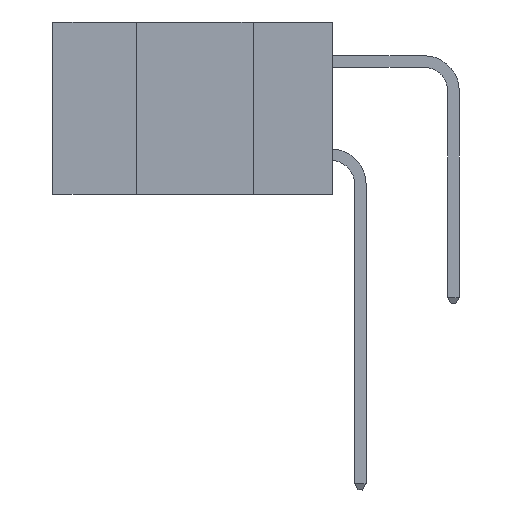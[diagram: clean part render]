
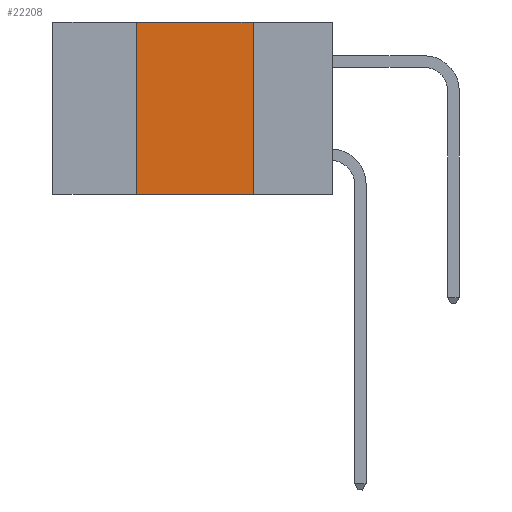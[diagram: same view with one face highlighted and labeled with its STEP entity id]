
A CAD part, left-side view. The second image highlights one B-rep face of the part: STEP entity #22208.
In plain terms, the highlighted planar face has unit normal (-1, 0, 0).
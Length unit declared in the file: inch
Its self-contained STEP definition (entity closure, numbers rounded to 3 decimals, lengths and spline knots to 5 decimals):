
#133 = VECTOR ( 'NONE', #28180, 39.37008 ) ;
#515 = PLANE ( 'NONE',  #2601 ) ;
#1067 = ORIENTED_EDGE ( 'NONE', *, *, #6006, .F. ) ;
#1462 = CARTESIAN_POINT ( 'NONE',  ( 0., 0.6, 0. ) ) ;
#1819 = VERTEX_POINT ( 'NONE', #8400 ) ;
#1875 = DIRECTION ( 'NONE',  ( 0., 0., -1. ) ) ;
#2403 = CARTESIAN_POINT ( 'NONE',  ( 0., 0.17, -0.37 ) ) ;
#2601 = AXIS2_PLACEMENT_3D ( 'NONE', #27137, #29532, #1875 ) ;
#4005 = EDGE_CURVE ( 'NONE', #12216, #8263, #29113, .T. ) ;
#5216 = VERTEX_POINT ( 'NONE', #15407 ) ;
#6006 = EDGE_CURVE ( 'NONE', #5216, #1819, #24888, .T. ) ;
#7519 = LINE ( 'NONE', #14282, #7876 ) ;
#7876 = VECTOR ( 'NONE', #14488, 39.37008 ) ;
#8224 = ORIENTED_EDGE ( 'NONE', *, *, #4005, .T. ) ;
#8263 = VERTEX_POINT ( 'NONE', #2403 ) ;
#8400 = CARTESIAN_POINT ( 'NONE',  ( 0., 0.17, 0. ) ) ;
#11992 = ORIENTED_EDGE ( 'NONE', *, *, #13301, .F. ) ;
#12216 = VERTEX_POINT ( 'NONE', #19765 ) ;
#13301 = EDGE_CURVE ( 'NONE', #1819, #8263, #26499, .T. ) ;
#13408 = FACE_OUTER_BOUND ( 'NONE', #17694, .T. ) ;
#14057 = VECTOR ( 'NONE', #26384, 39.37008 ) ;
#14282 = CARTESIAN_POINT ( 'NONE',  ( 0., 0.42, 0. ) ) ;
#14488 = DIRECTION ( 'NONE',  ( 0., 0., 1. ) ) ;
#15344 = EDGE_CURVE ( 'NONE', #12216, #5216, #7519, .T. ) ;
#15407 = CARTESIAN_POINT ( 'NONE',  ( 0., 0.42, 0. ) ) ;
#17694 = EDGE_LOOP ( 'NONE', ( #11992, #1067, #27506, #8224 ) ) ;
#19765 = CARTESIAN_POINT ( 'NONE',  ( 0., 0.42, -0.37 ) ) ;
#22208 = ADVANCED_FACE ( 'NONE', ( #13408 ), #515, .F. ) ;
#24888 = LINE ( 'NONE', #1462, #25660 ) ;
#25660 = VECTOR ( 'NONE', #27686, 39.37008 ) ;
#26384 = DIRECTION ( 'NONE',  ( 0., -1., 0. ) ) ;
#26499 = LINE ( 'NONE', #30387, #133 ) ;
#26595 = CARTESIAN_POINT ( 'NONE',  ( 0., 0.6, -0.37 ) ) ;
#27137 = CARTESIAN_POINT ( 'NONE',  ( 0., 0.6, 0. ) ) ;
#27506 = ORIENTED_EDGE ( 'NONE', *, *, #15344, .F. ) ;
#27686 = DIRECTION ( 'NONE',  ( 0., -1., 0. ) ) ;
#28180 = DIRECTION ( 'NONE',  ( 0., 0., -1. ) ) ;
#29113 = LINE ( 'NONE', #26595, #14057 ) ;
#29532 = DIRECTION ( 'NONE',  ( 1., 0., 0. ) ) ;
#30387 = CARTESIAN_POINT ( 'NONE',  ( 0., 0.17, 0. ) ) ;
